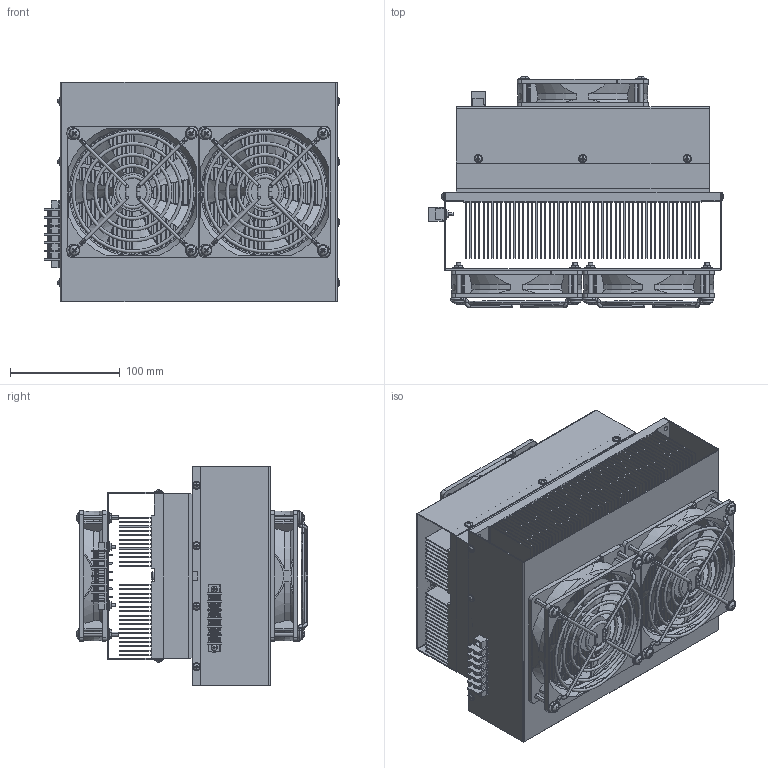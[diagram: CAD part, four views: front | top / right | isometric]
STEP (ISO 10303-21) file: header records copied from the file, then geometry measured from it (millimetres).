
FILE_DESCRIPTION (( 'STEP AP214' ), '1' );
FILE_NAME ('380-AA.STEP', '2020-05-12T07:58:29', ( '' ), ( '' ), 'SwSTEP 2.0', 'SolidWorks 2018', '' );
FILE_SCHEMA (( 'AUTOMOTIVE_DESIGN' ));
Length unit declared in the file: millimetre
Products named in the file (1): 380-AA
Bounding box: 268.75 x 210.33 x 200 mm (x, y, z)
Volume: 2722080.5 mm3; surface area: 2281407.8 mm2
Topology: 151 solids, 151 shells, 4399 faces, 11379 edges, 7226 vertices
Faces by surface type: plane 2431, cylinder 1057, cone 430, torus 301, bspline 114, sphere 66
Entity records: 188305 total; most frequent: CARTESIAN_POINT 30200, DIRECTION 22806, ORIENTED_EDGE 22470, EDGE_CURVE 11235, AXIS2_PLACEMENT_3D 8401, VERTEX_POINT 7226, VECTOR 6004, LINE 6004
